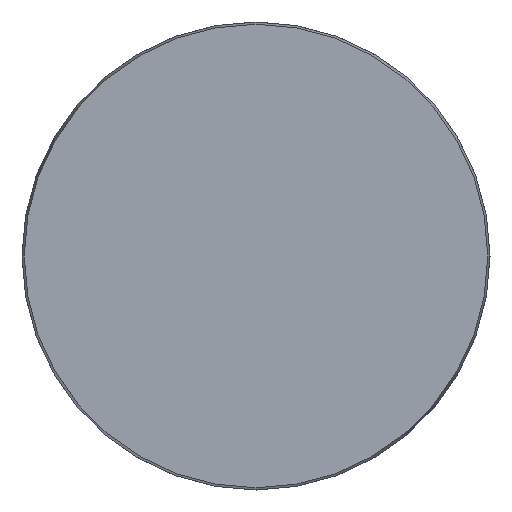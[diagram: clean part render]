
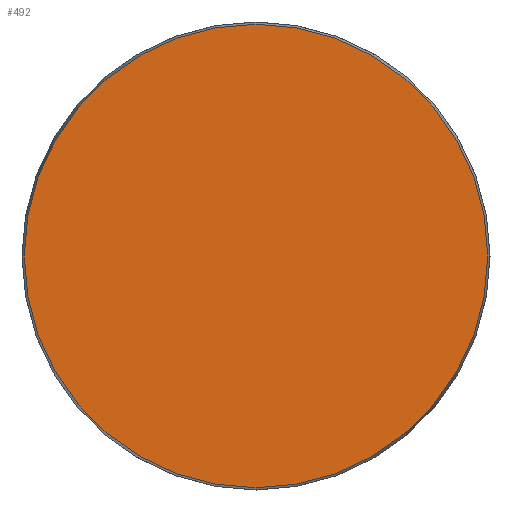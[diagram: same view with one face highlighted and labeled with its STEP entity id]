
A CAD part, front view. The second image highlights one B-rep face of the part: STEP entity #492.
In plain terms, the highlighted planar face has unit normal (0, -1, 0).
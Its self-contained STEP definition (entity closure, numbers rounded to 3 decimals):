
#11 = EDGE_LOOP ( 'NONE', ( #331 ) ) ;
#21 = PLANE ( 'NONE',  #357 ) ;
#29 = FACE_OUTER_BOUND ( 'NONE', #11, .T. ) ;
#41 = DIRECTION ( 'NONE',  ( 0., 0., -1. ) ) ;
#115 = EDGE_CURVE ( 'NONE', #551, #551, #402, .T. ) ;
#197 = CARTESIAN_POINT ( 'NONE',  ( -58.425, 0., 0. ) ) ;
#211 = CARTESIAN_POINT ( 'NONE',  ( 0., 0., 0. ) ) ;
#328 = DIRECTION ( 'NONE',  ( 0., 0., 1. ) ) ;
#331 = ORIENTED_EDGE ( 'NONE', *, *, #115, .T. ) ;
#357 = AXIS2_PLACEMENT_3D ( 'NONE', #197, #363, #328 ) ;
#363 = DIRECTION ( 'NONE',  ( 0., 1., 0. ) ) ;
#399 = CARTESIAN_POINT ( 'NONE',  ( 0., 0., -58.425 ) ) ;
#402 = CIRCLE ( 'NONE', #465, 58.425 ) ;
#428 = DIRECTION ( 'NONE',  ( 0., -1., 0. ) ) ;
#465 = AXIS2_PLACEMENT_3D ( 'NONE', #211, #428, #41 ) ;
#492 = ADVANCED_FACE ( 'NONE', ( #29 ), #21, .F. ) ;
#551 = VERTEX_POINT ( 'NONE', #399 ) ;
